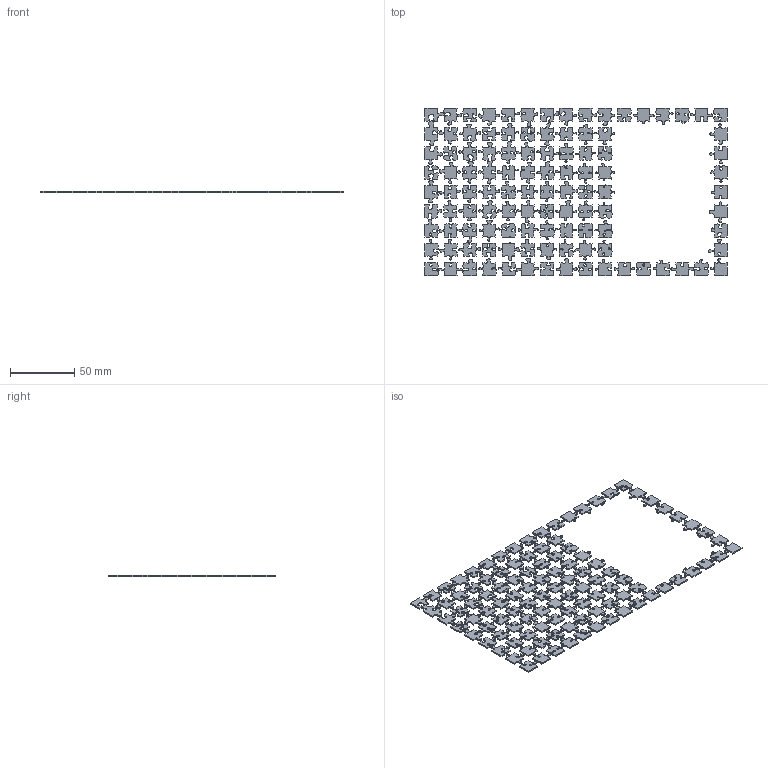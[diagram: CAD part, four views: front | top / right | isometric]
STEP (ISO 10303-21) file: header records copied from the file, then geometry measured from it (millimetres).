
FILE_DESCRIPTION(('HOOPS Exchange Step'),'2;1');
FILE_NAME('temp_export','2024-07-14T11:50:20+08:00',('sharma21'),('Shapr3D Limited'),'HOOPS Exchange 2024.2','Shapr3D','Authorized');
FILE_SCHEMA( ('AUTOMOTIVE_DESIGN { 1 0 10303 214 1 1 1 1 }') );
Length unit declared in the file: millimetre
Products named in the file (1): root
Bounding box: 235 x 130 x 1 mm (x, y, z)
Volume: 10999.7 mm3; surface area: 28770.7 mm2
Topology: 109 solids, 109 shells, 656 faces, 1314 edges, 876 vertices
Faces by surface type: bspline 388, plane 268
Entity records: 22462 total; most frequent: CARTESIAN_POINT 11471, ORIENTED_EDGE 2628, EDGE_CURVE 1314, DIRECTION 1076, VERTEX_POINT 876, B_SPLINE_CURVE_WITH_KNOTS 776, EDGE_LOOP 656, FACE_BOUND 656
